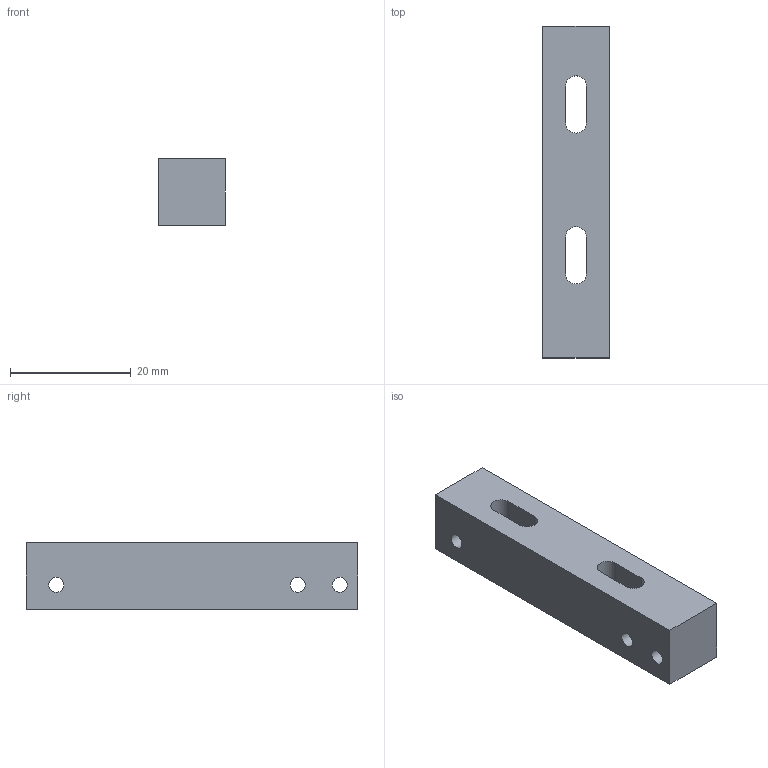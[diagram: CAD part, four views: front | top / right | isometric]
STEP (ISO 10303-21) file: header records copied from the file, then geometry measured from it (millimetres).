
FILE_DESCRIPTION(/* description */ (''),/* implementation_level */ '2;1');
FILE_NAME(/* name */ '0526_MNT, MAIN ENCODER.stp',/* time_stamp */ '2020-05-25T17:40:01-07:00',/* author */ (''),/* organization */ (''),/* preprocessor_version */ 'ST-DEVELOPER v14',/* originating_system */ 'SIEMENS PLM Software NX 8.0',/* authorisation */ '');
FILE_SCHEMA (('AUTOMOTIVE_DESIGN { 1 0 10303 214 3 1 1 1 }'));
Length unit declared in the file: millimetre
Products named in the file (1): 0526_MNT, MAIN ENCODER
Bounding box: 11 x 55 x 10.95 mm (x, y, z)
Volume: 5792.2 mm3; surface area: 3266.2 mm2
Topology: 1 solids, 1 shells, 17 faces, 48 edges, 33 vertices
Faces by surface type: plane 10, cylinder 7
Full cylindrical faces by diameter (mm): 2.5 x3
Entity records: 562 total; most frequent: DIRECTION 92, CARTESIAN_POINT 90, ORIENTED_EDGE 84, EDGE_CURVE 42, AXIS2_PLACEMENT_3D 32, EDGE_LOOP 30, VERTEX_POINT 30, LINE 28
